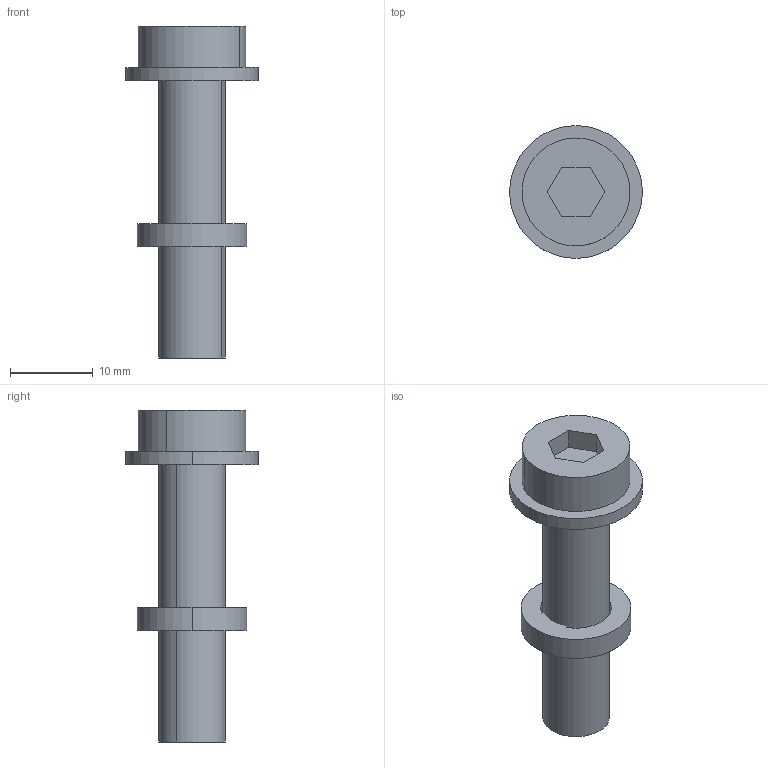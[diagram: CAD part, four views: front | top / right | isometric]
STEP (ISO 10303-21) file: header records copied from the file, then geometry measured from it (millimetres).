
FILE_DESCRIPTION(('CATIA V5 STEP Exchange','CAx-IF Rec.Pracs.--- Model Styling and Organization---1.4--- 2014-01-23'),'2;1');
FILE_NAME ('127807-1_1', '2019-08-23T08:54:17+00:00', ('none'), ('Weidmueller'), 'CATIA Version 5-6 Release 2016 SP3 HF44', 'CATIA V5 STEP AP214', 'none');
FILE_SCHEMA(('AUTOMOTIVE_DESIGN { 1 0 10303 214 1 1 1 1 }'));
Length unit declared in the file: millimetre
Products named in the file (1): 2447770000
Bounding box: 16 x 16 x 40 mm (x, y, z)
Volume: 2808.5 mm3; surface area: 2172.8 mm2
Topology: 3 solids, 3 shells, 38 faces, 86 edges, 56 vertices
Faces by surface type: plane 20, cylinder 12, cone 4, torus 2
Entity records: 1011 total; most frequent: ORIENTED_EDGE 172, CARTESIAN_POINT 170, DIRECTION 140, EDGE_CURVE 86, AXIS2_PLACEMENT_3D 66, VERTEX_POINT 56, VECTOR 48, LINE 48
